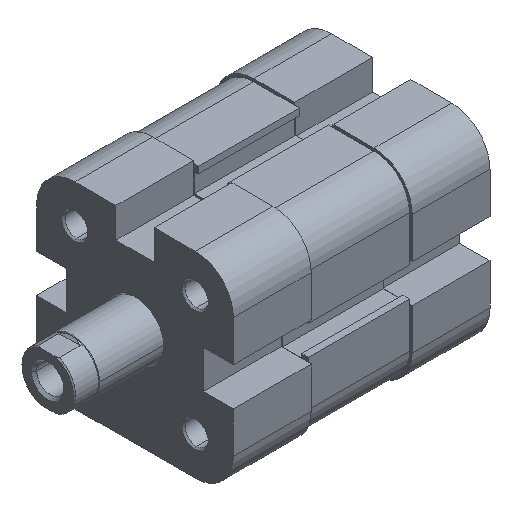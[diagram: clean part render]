
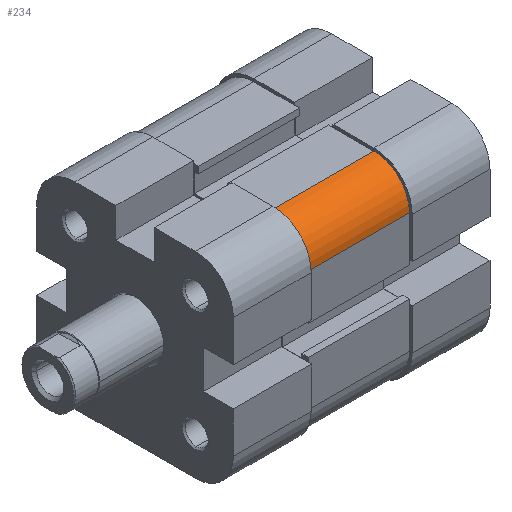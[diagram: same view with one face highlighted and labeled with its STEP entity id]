
A CAD part, isometric view. The second image highlights one B-rep face of the part: STEP entity #234.
In plain terms, the highlighted cylindrical face has radius 6.5 mm (diameter 13 mm), a partial arc.
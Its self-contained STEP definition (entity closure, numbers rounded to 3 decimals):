
#234 = ADVANCED_FACE ( 'NONE', ( #2259 ), #2261, .T. ) ;
#482 = EDGE_CURVE ( 'NONE', #3692, #3693, #6054, .T. ) ;
#513 = EDGE_CURVE ( 'NONE', #3681, #3693, #6109, .T. ) ;
#514 = EDGE_CURVE ( 'NONE', #3680, #3681, #6095, .T. ) ;
#519 = EDGE_CURVE ( 'NONE', #3680, #3692, #6119, .T. ) ;
#986 = AXIS2_PLACEMENT_3D ( 'NONE', #2664, #2561, #2654 ) ;
#1081 = AXIS2_PLACEMENT_3D ( 'NONE', #4192, #4195, #4196 ) ;
#1083 = AXIS2_PLACEMENT_3D ( 'NONE', #4194, #4208, #4209 ) ;
#1368 = EDGE_LOOP ( 'NONE', ( #1644, #1643, #1642, #1641 ) ) ;
#1641 = ORIENTED_EDGE ( 'NONE', *, *, #482, .T. ) ;
#1642 = ORIENTED_EDGE ( 'NONE', *, *, #519, .T. ) ;
#1643 = ORIENTED_EDGE ( 'NONE', *, *, #514, .F. ) ;
#1644 = ORIENTED_EDGE ( 'NONE', *, *, #513, .F. ) ;
#2259 = FACE_OUTER_BOUND ( 'NONE', #1368, .T. ) ;
#2261 = CYLINDRICAL_SURFACE ( 'NONE', #986, 6.5 ) ;
#2561 = DIRECTION ( 'NONE',  ( 0., 0., 1. ) ) ;
#2654 = DIRECTION ( 'NONE',  ( 1., 0., 0. ) ) ;
#2664 = CARTESIAN_POINT ( 'NONE',  ( 28.5, 6.5, -18.5 ) ) ;
#3680 = VERTEX_POINT ( 'NONE', #5095 ) ;
#3681 = VERTEX_POINT ( 'NONE', #5096 ) ;
#3692 = VERTEX_POINT ( 'NONE', #5107 ) ;
#3693 = VERTEX_POINT ( 'NONE', #5108 ) ;
#4121 = CARTESIAN_POINT ( 'NONE',  ( 35., 6.5, -18.5 ) ) ;
#4122 = DIRECTION ( 'NONE',  ( 0., 0., 1. ) ) ;
#4192 = CARTESIAN_POINT ( 'NONE',  ( 28.5, 6.5, 0. ) ) ;
#4194 = CARTESIAN_POINT ( 'NONE',  ( 28.5, 6.5, -18.5 ) ) ;
#4195 = DIRECTION ( 'NONE',  ( 0., 0., 1. ) ) ;
#4196 = DIRECTION ( 'NONE',  ( 1., 0., 0. ) ) ;
#4197 = CARTESIAN_POINT ( 'NONE',  ( 28.5, 0., -18.5 ) ) ;
#4198 = DIRECTION ( 'NONE',  ( 0., 0., 1. ) ) ;
#4208 = DIRECTION ( 'NONE',  ( 0., 0., 1. ) ) ;
#4209 = DIRECTION ( 'NONE',  ( 1., 0., 0. ) ) ;
#5095 = CARTESIAN_POINT ( 'NONE',  ( 28.5, 0., -18.5 ) ) ;
#5096 = CARTESIAN_POINT ( 'NONE',  ( 28.5, 0., 0. ) ) ;
#5107 = CARTESIAN_POINT ( 'NONE',  ( 35., 6.5, -18.5 ) ) ;
#5108 = CARTESIAN_POINT ( 'NONE',  ( 35., 6.5, 0. ) ) ;
#6054 = LINE ( 'NONE', #4121, #6055 ) ;
#6055 = VECTOR ( 'NONE', #4122, 1000. ) ;
#6095 = LINE ( 'NONE', #4197, #6099 ) ;
#6099 = VECTOR ( 'NONE', #4198, 1000. ) ;
#6109 = CIRCLE ( 'NONE', #1081, 6.5 ) ;
#6119 = CIRCLE ( 'NONE', #1083, 6.5 ) ;
